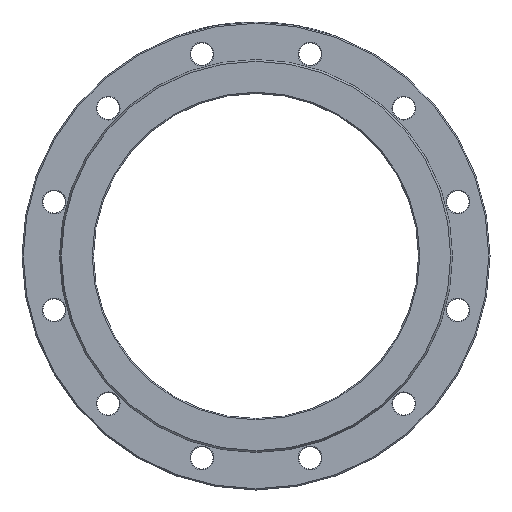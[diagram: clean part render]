
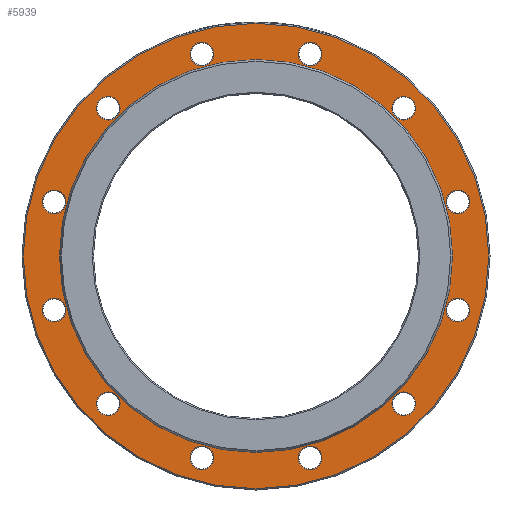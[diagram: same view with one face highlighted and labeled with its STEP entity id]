
A CAD part, left-side view. The second image highlights one B-rep face of the part: STEP entity #5939.
In plain terms, the highlighted planar face has unit normal (-1, 0, 0).
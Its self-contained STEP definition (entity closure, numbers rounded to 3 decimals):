
#29 = ORIENTED_EDGE ( 'NONE', *, *, #890, .T. ) ;
#84 = EDGE_CURVE ( 'NONE', #5921, #5921, #441, .T. ) ;
#125 = ORIENTED_EDGE ( 'NONE', *, *, #3525, .T. ) ;
#201 = EDGE_CURVE ( 'NONE', #362, #362, #3718, .T. ) ;
#208 = AXIS2_PLACEMENT_3D ( 'NONE', #1425, #5474, #6543 ) ;
#277 = DIRECTION ( 'NONE',  ( -1., 0., 0. ) ) ;
#292 = EDGE_CURVE ( 'NONE', #4979, #4979, #4158, .T. ) ;
#332 = DIRECTION ( 'NONE',  ( -1., 0., 0. ) ) ;
#362 = VERTEX_POINT ( 'NONE', #1462 ) ;
#441 = CIRCLE ( 'NONE', #3941, 186.5 ) ;
#461 = DIRECTION ( 'NONE',  ( 1., 0., 0. ) ) ;
#541 = AXIS2_PLACEMENT_3D ( 'NONE', #1745, #2703, #1105 ) ;
#654 = VERTEX_POINT ( 'NONE', #4178 ) ;
#698 = ORIENTED_EDGE ( 'NONE', *, *, #4540, .T. ) ;
#705 = ORIENTED_EDGE ( 'NONE', *, *, #201, .T. ) ;
#748 = ORIENTED_EDGE ( 'NONE', *, *, #4426, .T. ) ;
#800 = DIRECTION ( 'NONE',  ( 0., 0., 1. ) ) ;
#805 = DIRECTION ( 'NONE',  ( 1., 0., 0. ) ) ;
#839 = CARTESIAN_POINT ( 'NONE',  ( 3., 157.463, 0. ) ) ;
#845 = CARTESIAN_POINT ( 'NONE',  ( 3., 166.543, 35.125 ) ) ;
#852 = AXIS2_PLACEMENT_3D ( 'NONE', #2376, #805, #5388 ) ;
#890 = EDGE_CURVE ( 'NONE', #5412, #5412, #1277, .T. ) ;
#923 = DIRECTION ( 'NONE',  ( 0., 1., 0. ) ) ;
#1085 = VERTEX_POINT ( 'NONE', #4641 ) ;
#1105 = DIRECTION ( 'NONE',  ( 0., 0.5, 0.866 ) ) ;
#1155 = EDGE_LOOP ( 'NONE', ( #2951 ) ) ;
#1277 = CIRCLE ( 'NONE', #208, 9.5 ) ;
#1304 = DIRECTION ( 'NONE',  ( 1., 0., 0. ) ) ;
#1311 = ORIENTED_EDGE ( 'NONE', *, *, #6107, .T. ) ;
#1347 = FACE_BOUND ( 'NONE', #1155, .T. ) ;
#1376 = FACE_BOUND ( 'NONE', #4290, .T. ) ;
#1425 = CARTESIAN_POINT ( 'NONE',  ( 3., -118.44, -118.44 ) ) ;
#1462 = CARTESIAN_POINT ( 'NONE',  ( 3., -35.125, 166.543 ) ) ;
#1554 = ORIENTED_EDGE ( 'NONE', *, *, #5692, .T. ) ;
#1619 = CARTESIAN_POINT ( 'NONE',  ( 3., -52.852, -161.793 ) ) ;
#1682 = AXIS2_PLACEMENT_3D ( 'NONE', #4865, #4300, #5290 ) ;
#1726 = CIRCLE ( 'NONE', #5118, 9.5 ) ;
#1745 = CARTESIAN_POINT ( 'NONE',  ( 3., -118.44, 118.44 ) ) ;
#1848 = FACE_BOUND ( 'NONE', #2097, .T. ) ;
#1879 = FACE_BOUND ( 'NONE', #3520, .T. ) ;
#1883 = DIRECTION ( 'NONE',  ( 0., 0., -1. ) ) ;
#1999 = CARTESIAN_POINT ( 'NONE',  ( 3., 0., -186.5 ) ) ;
#2037 = AXIS2_PLACEMENT_3D ( 'NONE', #5950, #2429, #6449 ) ;
#2097 = EDGE_LOOP ( 'NONE', ( #125 ) ) ;
#2099 = EDGE_LOOP ( 'NONE', ( #1311 ) ) ;
#2107 = CARTESIAN_POINT ( 'NONE',  ( 3., -43.352, -161.793 ) ) ;
#2117 = VERTEX_POINT ( 'NONE', #5203 ) ;
#2144 = DIRECTION ( 'NONE',  ( 0., -1., 0. ) ) ;
#2256 = CARTESIAN_POINT ( 'NONE',  ( 3., 0., 157.463 ) ) ;
#2304 = CARTESIAN_POINT ( 'NONE',  ( 3., -161.793, 43.352 ) ) ;
#2332 = ORIENTED_EDGE ( 'NONE', *, *, #5375, .T. ) ;
#2363 = CIRCLE ( 'NONE', #3625, 9.5 ) ;
#2376 = CARTESIAN_POINT ( 'NONE',  ( 3., 161.793, 43.352 ) ) ;
#2381 = FACE_BOUND ( 'NONE', #4550, .T. ) ;
#2386 = VERTEX_POINT ( 'NONE', #2256 ) ;
#2429 = DIRECTION ( 'NONE',  ( 1., 0., 0. ) ) ;
#2472 = CIRCLE ( 'NONE', #5427, 9.5 ) ;
#2483 = DIRECTION ( 'NONE',  ( 1., 0., 0. ) ) ;
#2573 = CIRCLE ( 'NONE', #5866, 9.5 ) ;
#2620 = VERTEX_POINT ( 'NONE', #3601 ) ;
#2703 = DIRECTION ( 'NONE',  ( 1., 0., 0. ) ) ;
#2804 = DIRECTION ( 'NONE',  ( 0., 0., -1. ) ) ;
#2868 = DIRECTION ( 'NONE',  ( 1., 0., 0. ) ) ;
#2873 = CARTESIAN_POINT ( 'NONE',  ( 3., 113.69, -126.668 ) ) ;
#2923 = EDGE_CURVE ( 'NONE', #654, #654, #6500, .T. ) ;
#2939 = CARTESIAN_POINT ( 'NONE',  ( 3., -161.793, -43.352 ) ) ;
#2946 = CARTESIAN_POINT ( 'NONE',  ( 3., 118.44, -118.44 ) ) ;
#2951 = ORIENTED_EDGE ( 'NONE', *, *, #6591, .F. ) ;
#2954 = DIRECTION ( 'NONE',  ( 0., 0., 1. ) ) ;
#2978 = CIRCLE ( 'NONE', #852, 9.5 ) ;
#3089 = EDGE_CURVE ( 'NONE', #4143, #4143, #2472, .T. ) ;
#3097 = AXIS2_PLACEMENT_3D ( 'NONE', #3999, #2483, #1883 ) ;
#3175 = VERTEX_POINT ( 'NONE', #5745 ) ;
#3222 = EDGE_LOOP ( 'NONE', ( #6031 ) ) ;
#3357 = ORIENTED_EDGE ( 'NONE', *, *, #4481, .T. ) ;
#3370 = PLANE ( 'NONE',  #6584 ) ;
#3374 = DIRECTION ( 'NONE',  ( 0., -0.5, 0.866 ) ) ;
#3386 = CARTESIAN_POINT ( 'NONE',  ( 3., -113.69, 126.668 ) ) ;
#3417 = CARTESIAN_POINT ( 'NONE',  ( 3., 43.352, 161.793 ) ) ;
#3462 = FACE_BOUND ( 'NONE', #5720, .T. ) ;
#3472 = DIRECTION ( 'NONE',  ( 0., -0.5, -0.866 ) ) ;
#3520 = EDGE_LOOP ( 'NONE', ( #3552 ) ) ;
#3525 = EDGE_CURVE ( 'NONE', #3175, #3175, #2363, .T. ) ;
#3552 = ORIENTED_EDGE ( 'NONE', *, *, #3089, .T. ) ;
#3601 = CARTESIAN_POINT ( 'NONE',  ( 3., 161.793, -52.852 ) ) ;
#3625 = AXIS2_PLACEMENT_3D ( 'NONE', #2304, #1304, #800 ) ;
#3712 = EDGE_LOOP ( 'NONE', ( #4159 ) ) ;
#3718 = CIRCLE ( 'NONE', #6177, 9.5 ) ;
#3868 = CARTESIAN_POINT ( 'NONE',  ( 3., 0., 0. ) ) ;
#3893 = FACE_OUTER_BOUND ( 'NONE', #3712, .T. ) ;
#3908 = CIRCLE ( 'NONE', #1682, 9.5 ) ;
#3930 = FACE_BOUND ( 'NONE', #6321, .T. ) ;
#3941 = AXIS2_PLACEMENT_3D ( 'NONE', #3868, #277, #2804 ) ;
#3997 = DIRECTION ( 'NONE',  ( 1., 0., 0. ) ) ;
#3999 = CARTESIAN_POINT ( 'NONE',  ( 3., 161.793, -43.352 ) ) ;
#4065 = DIRECTION ( 'NONE',  ( 0., 0.866, 0.5 ) ) ;
#4100 = DIRECTION ( 'NONE',  ( 1., 0., 0. ) ) ;
#4143 = VERTEX_POINT ( 'NONE', #5140 ) ;
#4158 = CIRCLE ( 'NONE', #541, 9.5 ) ;
#4159 = ORIENTED_EDGE ( 'NONE', *, *, #84, .T. ) ;
#4178 = CARTESIAN_POINT ( 'NONE',  ( 3., 35.125, -166.543 ) ) ;
#4210 = VERTEX_POINT ( 'NONE', #1619 ) ;
#4290 = EDGE_LOOP ( 'NONE', ( #3357 ) ) ;
#4300 = DIRECTION ( 'NONE',  ( 1., 0., 0. ) ) ;
#4367 = FACE_BOUND ( 'NONE', #5080, .T. ) ;
#4372 = VERTEX_POINT ( 'NONE', #845 ) ;
#4399 = DIRECTION ( 'NONE',  ( 0., 0., -1. ) ) ;
#4426 = EDGE_CURVE ( 'NONE', #2620, #2620, #5433, .T. ) ;
#4481 = EDGE_CURVE ( 'NONE', #2117, #2117, #2573, .T. ) ;
#4540 = EDGE_CURVE ( 'NONE', #4210, #4210, #1726, .T. ) ;
#4550 = EDGE_LOOP ( 'NONE', ( #29 ) ) ;
#4641 = CARTESIAN_POINT ( 'NONE',  ( 3., 126.668, 113.69 ) ) ;
#4663 = CIRCLE ( 'NONE', #5519, 9.5 ) ;
#4865 = CARTESIAN_POINT ( 'NONE',  ( 3., 118.44, 118.44 ) ) ;
#4971 = DIRECTION ( 'NONE',  ( 1., 0., 0. ) ) ;
#4979 = VERTEX_POINT ( 'NONE', #3386 ) ;
#4996 = CARTESIAN_POINT ( 'NONE',  ( 3., -43.352, 161.793 ) ) ;
#5061 = EDGE_LOOP ( 'NONE', ( #748 ) ) ;
#5080 = EDGE_LOOP ( 'NONE', ( #698 ) ) ;
#5118 = AXIS2_PLACEMENT_3D ( 'NONE', #2107, #4100, #2144 ) ;
#5140 = CARTESIAN_POINT ( 'NONE',  ( 3., 52.852, 161.793 ) ) ;
#5203 = CARTESIAN_POINT ( 'NONE',  ( 3., -166.543, -35.125 ) ) ;
#5207 = CIRCLE ( 'NONE', #6490, 157.463 ) ;
#5290 = DIRECTION ( 'NONE',  ( 0., 0.866, -0.5 ) ) ;
#5375 = EDGE_CURVE ( 'NONE', #1085, #1085, #3908, .T. ) ;
#5388 = DIRECTION ( 'NONE',  ( 0., 0.5, -0.866 ) ) ;
#5412 = VERTEX_POINT ( 'NONE', #5991 ) ;
#5427 = AXIS2_PLACEMENT_3D ( 'NONE', #3417, #461, #923 ) ;
#5433 = CIRCLE ( 'NONE', #3097, 9.5 ) ;
#5463 = FACE_BOUND ( 'NONE', #6448, .T. ) ;
#5474 = DIRECTION ( 'NONE',  ( 1., 0., 0. ) ) ;
#5496 = FACE_BOUND ( 'NONE', #5061, .T. ) ;
#5519 = AXIS2_PLACEMENT_3D ( 'NONE', #2946, #4971, #3472 ) ;
#5692 = EDGE_CURVE ( 'NONE', #5936, #5936, #4663, .T. ) ;
#5720 = EDGE_LOOP ( 'NONE', ( #705 ) ) ;
#5745 = CARTESIAN_POINT ( 'NONE',  ( 3., -161.793, 52.852 ) ) ;
#5866 = AXIS2_PLACEMENT_3D ( 'NONE', #2939, #6006, #3374 ) ;
#5906 = FACE_BOUND ( 'NONE', #3222, .T. ) ;
#5921 = VERTEX_POINT ( 'NONE', #1999 ) ;
#5936 = VERTEX_POINT ( 'NONE', #2873 ) ;
#5939 = ADVANCED_FACE ( 'NONE', ( #6366, #5463, #1879, #3462, #3930, #1848, #1376, #2381, #4367, #5906, #5970, #5496, #3893, #1347 ), #3370, .F. ) ;
#5950 = CARTESIAN_POINT ( 'NONE',  ( 3., 43.352, -161.793 ) ) ;
#5952 = CARTESIAN_POINT ( 'NONE',  ( 3., 0., 0. ) ) ;
#5970 = FACE_BOUND ( 'NONE', #6146, .T. ) ;
#5991 = CARTESIAN_POINT ( 'NONE',  ( 3., -126.668, -113.69 ) ) ;
#6006 = DIRECTION ( 'NONE',  ( 1., 0., 0. ) ) ;
#6031 = ORIENTED_EDGE ( 'NONE', *, *, #2923, .T. ) ;
#6107 = EDGE_CURVE ( 'NONE', #4372, #4372, #2978, .T. ) ;
#6146 = EDGE_LOOP ( 'NONE', ( #1554 ) ) ;
#6177 = AXIS2_PLACEMENT_3D ( 'NONE', #4996, #3997, #4065 ) ;
#6321 = EDGE_LOOP ( 'NONE', ( #6565 ) ) ;
#6366 = FACE_BOUND ( 'NONE', #2099, .T. ) ;
#6448 = EDGE_LOOP ( 'NONE', ( #2332 ) ) ;
#6449 = DIRECTION ( 'NONE',  ( 0., -0.866, -0.5 ) ) ;
#6490 = AXIS2_PLACEMENT_3D ( 'NONE', #5952, #332, #2954 ) ;
#6500 = CIRCLE ( 'NONE', #2037, 9.5 ) ;
#6543 = DIRECTION ( 'NONE',  ( 0., -0.866, 0.5 ) ) ;
#6565 = ORIENTED_EDGE ( 'NONE', *, *, #292, .T. ) ;
#6584 = AXIS2_PLACEMENT_3D ( 'NONE', #839, #2868, #4399 ) ;
#6591 = EDGE_CURVE ( 'NONE', #2386, #2386, #5207, .T. ) ;
